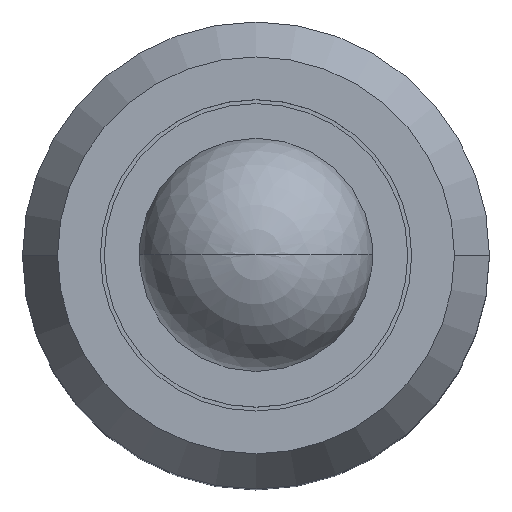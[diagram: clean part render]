
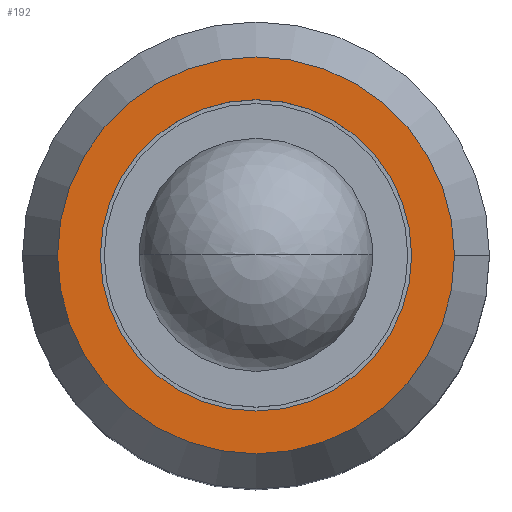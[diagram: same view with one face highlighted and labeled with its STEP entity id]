
A CAD part, top view. The second image highlights one B-rep face of the part: STEP entity #192.
In plain terms, the highlighted planar face has unit normal (0, 0, 1).
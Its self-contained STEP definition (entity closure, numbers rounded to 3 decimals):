
#180=EDGE_CURVE('',#236,#362,#452,.T.);
#184=EDGE_CURVE('',#404,#308,#457,.T.);
#192=ADVANCED_FACE('',(#465,#466),#467,.T.);
#236=VERTEX_POINT('',#514);
#308=VERTEX_POINT('',#597);
#336=EDGE_CURVE('',#362,#236,#628,.T.);
#348=EDGE_CURVE('',#308,#404,#642,.T.);
#362=VERTEX_POINT('',#661);
#404=VERTEX_POINT('',#708);
#452=CIRCLE('',#754,4.0);
#457=CIRCLE('',#760,5.1);
#465=FACE_BOUND('',#770,.T.);
#466=FACE_OUTER_BOUND('',#771,.T.);
#467=PLANE('',#772);
#514=CARTESIAN_POINT('',(4.0,0.,0.));
#597=CARTESIAN_POINT('',(5.1,0.,0.));
#628=CIRCLE('',#981,4.0);
#642=CIRCLE('',#999,5.1);
#661=CARTESIAN_POINT('',(-4.0,0.,0.));
#708=CARTESIAN_POINT('',(-5.1,0.,0.));
#754=AXIS2_PLACEMENT_3D('',#1111,#1112,#1113);
#760=AXIS2_PLACEMENT_3D('',#1122,#1123,#1124);
#770=EDGE_LOOP('',(#1131,#1132));
#771=EDGE_LOOP('',(#1133,#1134));
#772=AXIS2_PLACEMENT_3D('',#1135,#1136,#1137);
#981=AXIS2_PLACEMENT_3D('',#1343,#1344,#1345);
#999=AXIS2_PLACEMENT_3D('',#1358,#1359,#1360);
#1111=CARTESIAN_POINT('',(0.,0.,0.));
#1112=DIRECTION('',(0.0,0.0,1.0));
#1113=DIRECTION('',(-1.0,0.,0.0));
#1122=CARTESIAN_POINT('',(0.,0.,0.));
#1123=DIRECTION('',(0.0,0.0,1.0));
#1124=DIRECTION('',(-1.0,0.,0.0));
#1131=ORIENTED_EDGE('',*,*,#336,.F.);
#1132=ORIENTED_EDGE('',*,*,#180,.F.);
#1133=ORIENTED_EDGE('',*,*,#184,.T.);
#1134=ORIENTED_EDGE('',*,*,#348,.T.);
#1135=CARTESIAN_POINT('',(-4.55,0.,0.));
#1136=DIRECTION('',(0.0,0.0,1.0));
#1137=DIRECTION('',(-1.0,0.,0.0));
#1343=CARTESIAN_POINT('',(0.,0.,0.));
#1344=DIRECTION('',(0.0,0.0,1.0));
#1345=DIRECTION('',(-1.0,0.,0.0));
#1358=CARTESIAN_POINT('',(0.,0.,0.));
#1359=DIRECTION('',(0.0,0.0,1.0));
#1360=DIRECTION('',(-1.0,0.,0.0));
